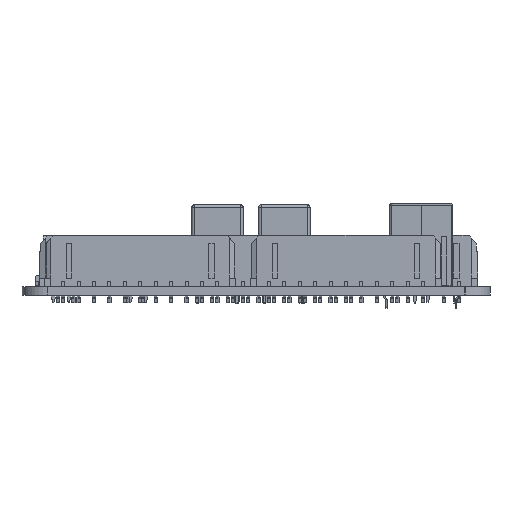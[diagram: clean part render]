
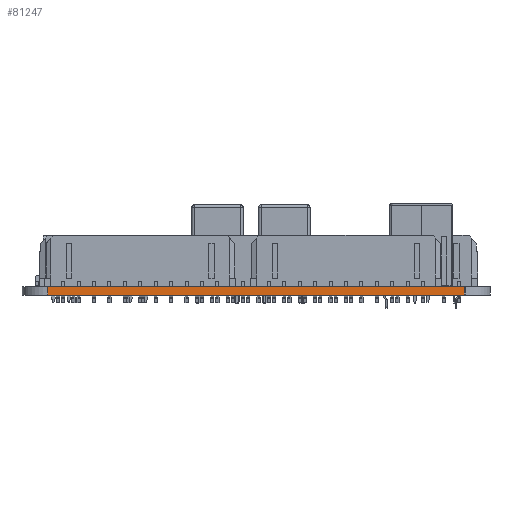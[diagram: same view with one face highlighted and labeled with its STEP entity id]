
A CAD part, left-side view. The second image highlights one B-rep face of the part: STEP entity #81247.
In plain terms, the highlighted planar face has unit normal (-1, 0, 0).
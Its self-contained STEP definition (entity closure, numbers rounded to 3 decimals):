
#76738 = VERTEX_POINT('',#76739);
#76739 = CARTESIAN_POINT('',(80.,-60.,0.));
#76746 = EDGE_CURVE('',#76747,#76738,#76749,.T.);
#76747 = VERTEX_POINT('',#76748);
#76748 = CARTESIAN_POINT('',(80.,-141.,0.));
#76749 = LINE('',#76750,#76751);
#76750 = CARTESIAN_POINT('',(80.,-141.,0.));
#76751 = VECTOR('',#76752,1.);
#76752 = DIRECTION('',(0.,1.,0.));
#78966 = VERTEX_POINT('',#78967);
#78967 = CARTESIAN_POINT('',(80.,-60.,1.6));
#78974 = EDGE_CURVE('',#78975,#78966,#78977,.T.);
#78975 = VERTEX_POINT('',#78976);
#78976 = CARTESIAN_POINT('',(80.,-141.,1.6));
#78977 = LINE('',#78978,#78979);
#78978 = CARTESIAN_POINT('',(80.,-141.,1.6));
#78979 = VECTOR('',#78980,1.);
#78980 = DIRECTION('',(0.,1.,0.));
#81217 = EDGE_CURVE('',#76738,#78966,#81218,.T.);
#81218 = LINE('',#81219,#81220);
#81219 = CARTESIAN_POINT('',(80.,-60.,0.));
#81220 = VECTOR('',#81221,1.);
#81221 = DIRECTION('',(0.,0.,1.));
#81247 = ADVANCED_FACE('',(#81248),#81259,.T.);
#81248 = FACE_BOUND('',#81249,.T.);
#81249 = EDGE_LOOP('',(#81250,#81256,#81257,#81258));
#81250 = ORIENTED_EDGE('',*,*,#81251,.T.);
#81251 = EDGE_CURVE('',#76747,#78975,#81252,.T.);
#81252 = LINE('',#81253,#81254);
#81253 = CARTESIAN_POINT('',(80.,-141.,0.));
#81254 = VECTOR('',#81255,1.);
#81255 = DIRECTION('',(0.,0.,1.));
#81256 = ORIENTED_EDGE('',*,*,#78974,.T.);
#81257 = ORIENTED_EDGE('',*,*,#81217,.F.);
#81258 = ORIENTED_EDGE('',*,*,#76746,.F.);
#81259 = PLANE('',#81260);
#81260 = AXIS2_PLACEMENT_3D('',#81261,#81262,#81263);
#81261 = CARTESIAN_POINT('',(80.,-141.,0.));
#81262 = DIRECTION('',(-1.,0.,0.));
#81263 = DIRECTION('',(0.,1.,0.));
